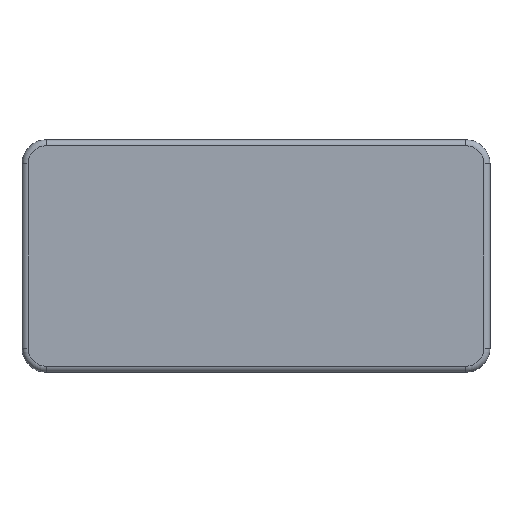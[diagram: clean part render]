
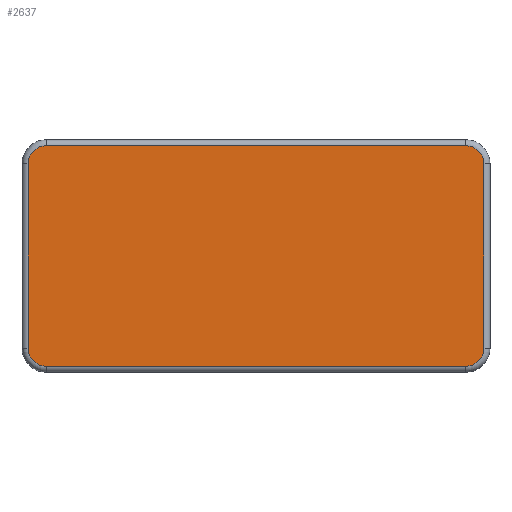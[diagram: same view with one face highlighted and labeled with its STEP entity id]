
A CAD part, front view. The second image highlights one B-rep face of the part: STEP entity #2637.
In plain terms, the highlighted planar face has unit normal (0, -1, 0).
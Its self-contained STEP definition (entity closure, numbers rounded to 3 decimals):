
#80=CIRCLE('',#2808,1.5);
#84=CIRCLE('',#2813,1.5);
#90=CIRCLE('',#2822,1.5);
#92=CIRCLE('',#2825,1.5);
#185=FACE_OUTER_BOUND('',#333,.T.);
#333=EDGE_LOOP('',(#1908,#1909,#1910,#1911,#1912,#1913,#1914,#1915));
#536=LINE('',#3966,#852);
#537=LINE('',#3972,#853);
#539=LINE('',#3986,#855);
#546=LINE('',#4003,#862);
#852=VECTOR('',#3173,10.);
#853=VECTOR('',#3178,10.);
#855=VECTOR('',#3198,10.);
#862=VECTOR('',#3217,10.);
#1143=VERTEX_POINT('',#3944);
#1146=VERTEX_POINT('',#3949);
#1147=VERTEX_POINT('',#3953);
#1150=VERTEX_POINT('',#3958);
#1151=VERTEX_POINT('',#3962);
#1154=VERTEX_POINT('',#3969);
#1155=VERTEX_POINT('',#3971);
#1157=VERTEX_POINT('',#3977);
#1418=EDGE_CURVE('',#1146,#1143,#80,.T.);
#1422=EDGE_CURVE('',#1150,#1147,#84,.T.);
#1425=EDGE_CURVE('',#1147,#1151,#536,.T.);
#1427=EDGE_CURVE('',#1154,#1155,#537,.T.);
#1432=EDGE_CURVE('',#1155,#1157,#90,.T.);
#1434=EDGE_CURVE('',#1151,#1154,#92,.T.);
#1435=EDGE_CURVE('',#1157,#1146,#539,.T.);
#1444=EDGE_CURVE('',#1143,#1150,#546,.T.);
#1908=ORIENTED_EDGE('',*,*,#1418,.F.);
#1909=ORIENTED_EDGE('',*,*,#1435,.F.);
#1910=ORIENTED_EDGE('',*,*,#1432,.F.);
#1911=ORIENTED_EDGE('',*,*,#1427,.F.);
#1912=ORIENTED_EDGE('',*,*,#1434,.F.);
#1913=ORIENTED_EDGE('',*,*,#1425,.F.);
#1914=ORIENTED_EDGE('',*,*,#1422,.F.);
#1915=ORIENTED_EDGE('',*,*,#1444,.F.);
#2519=PLANE('',#2833);
#2637=ADVANCED_FACE('',(#185),#2519,.F.);
#2808=AXIS2_PLACEMENT_3D('',#3951,#3156,#3157);
#2813=AXIS2_PLACEMENT_3D('',#3960,#3166,#3167);
#2822=AXIS2_PLACEMENT_3D('',#3981,#3188,#3189);
#2825=AXIS2_PLACEMENT_3D('',#3984,#3194,#3195);
#2833=AXIS2_PLACEMENT_3D('',#4005,#3219,#3220);
#3156=DIRECTION('center_axis',(0.,1.,0.));
#3157=DIRECTION('ref_axis',(0.411,0.,0.911));
#3166=DIRECTION('center_axis',(0.,1.,0.));
#3167=DIRECTION('ref_axis',(0.411,0.,-0.911));
#3173=DIRECTION('',(-1.,0.,0.));
#3178=DIRECTION('',(0.,0.,1.));
#3188=DIRECTION('center_axis',(0.,1.,0.));
#3189=DIRECTION('ref_axis',(-0.707,0.,0.707));
#3194=DIRECTION('center_axis',(0.,1.,0.));
#3195=DIRECTION('ref_axis',(-0.707,0.,-0.707));
#3198=DIRECTION('',(1.,0.,0.));
#3217=DIRECTION('',(0.,0.,-1.));
#3219=DIRECTION('center_axis',(0.,1.,0.));
#3220=DIRECTION('ref_axis',(1.,0.,0.));
#3944=CARTESIAN_POINT('',(38.25,0.,-2.));
#3949=CARTESIAN_POINT('',(36.75,0.,-0.5));
#3951=CARTESIAN_POINT('Origin',(36.75,0.,-2.));
#3953=CARTESIAN_POINT('',(36.75,0.,-18.75));
#3958=CARTESIAN_POINT('',(38.25,0.,-17.25));
#3960=CARTESIAN_POINT('Origin',(36.75,0.,-17.25));
#3962=CARTESIAN_POINT('',(1.994,0.,-18.75));
#3966=CARTESIAN_POINT('',(29.063,0.,-18.75));
#3969=CARTESIAN_POINT('',(0.494,0.,-17.25));
#3971=CARTESIAN_POINT('',(0.494,0.,-2.));
#3972=CARTESIAN_POINT('',(0.494,0.,-14.438));
#3977=CARTESIAN_POINT('',(1.994,0.,-0.5));
#3981=CARTESIAN_POINT('Origin',(1.994,0.,-2.));
#3984=CARTESIAN_POINT('Origin',(1.994,0.,-17.25));
#3986=CARTESIAN_POINT('',(9.688,0.,-0.5));
#4003=CARTESIAN_POINT('',(38.25,0.,-4.813));
#4005=CARTESIAN_POINT('Origin',(19.375,0.,-9.625));
